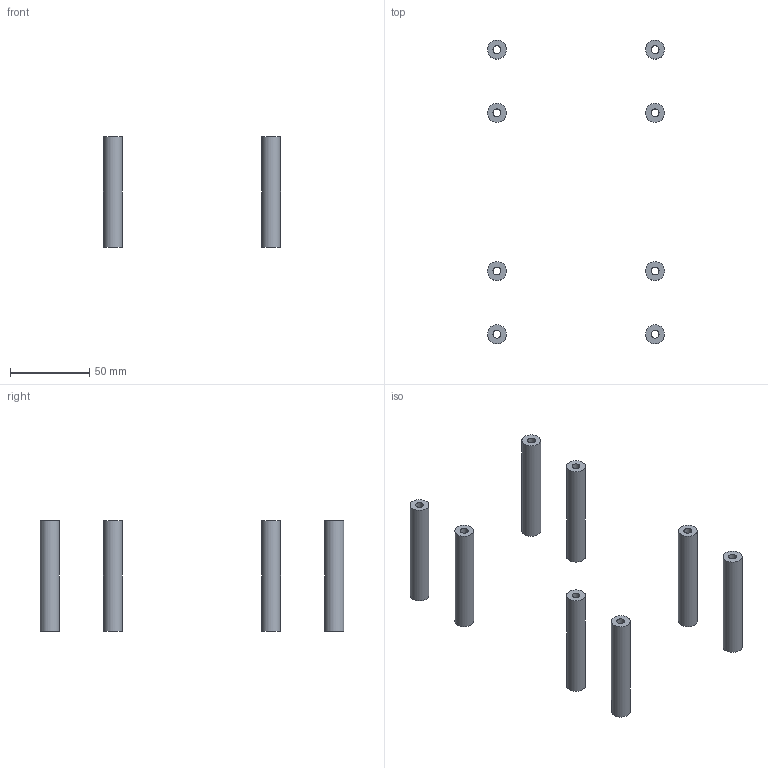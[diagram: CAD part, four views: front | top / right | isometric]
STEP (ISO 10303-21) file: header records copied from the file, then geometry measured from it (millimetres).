
FILE_DESCRIPTION(/* description */ (''),/* implementation_level */ '2;1');
FILE_NAME(/* name */ 'Support poles.step',/* time_stamp */ '2021-06-01T09:28:21+02:00',/* author */ (''),/* organization */ (''),/* preprocessor_version */ 'ST-DEVELOPER v18.1',/* originating_system */ 'Autodesk Translation Framework v10.9.0.1377',/* authorisation */ '');
FILE_SCHEMA (('AUTOMOTIVE_DESIGN { 1 0 10303 214 3 1 1 }'));
Length unit declared in the file: millimetre
Products named in the file (1): Support poles
Bounding box: 112 x 192 x 70 mm (x, y, z)
Volume: 52338.9 mm3; surface area: 31403.4 mm2
Topology: 8 solids, 8 shells, 32 faces, 48 edges, 32 vertices
Faces by surface type: cylinder 16, plane 16
Full cylindrical faces by diameter (mm): 5 x8, 12 x8
Entity records: 782 total; most frequent: DIRECTION 146, CARTESIAN_POINT 113, ORIENTED_EDGE 96, AXIS2_PLACEMENT_3D 65, EDGE_LOOP 48, EDGE_CURVE 48, FACE_OUTER_BOUND 32, CIRCLE 32
